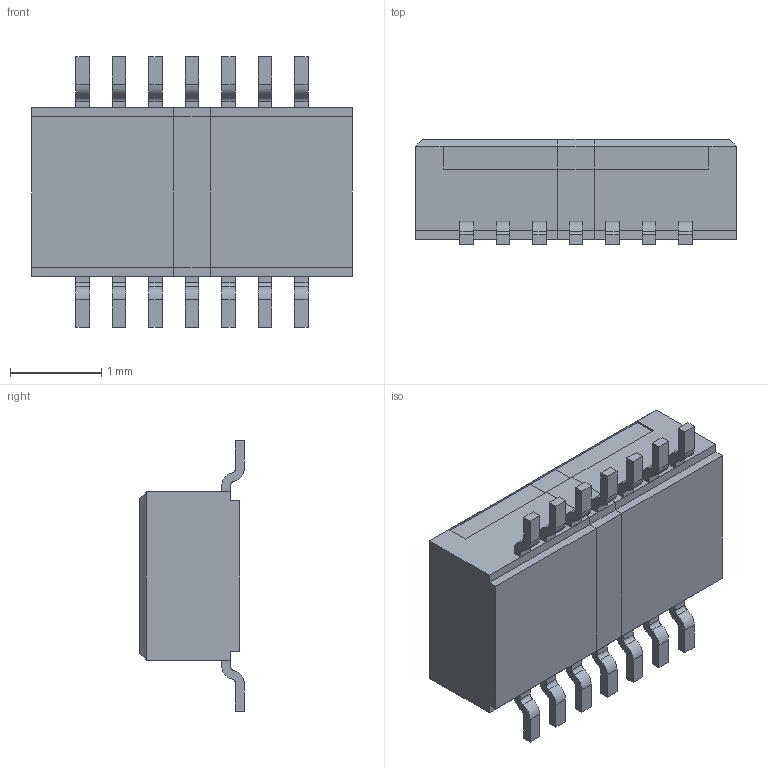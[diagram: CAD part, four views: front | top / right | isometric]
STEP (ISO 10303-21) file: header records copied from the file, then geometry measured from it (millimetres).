
FILE_DESCRIPTION (( 'STEP AP214' ), '1' );
FILE_NAME ('10164228-0101A1RLF.STEP', '2023-12-05T18:07:02', ( '' ), ( '' ), 'SwSTEP 2.0', 'SolidWorks 2021', '' );
FILE_SCHEMA (( 'AUTOMOTIVE_DESIGN' ));
Length unit declared in the file: millimetre
Products named in the file (1): 10164228-0101A1RLF
Bounding box: 3.52 x 1.15 x 2.97 mm (x, y, z)
Volume: 4.7 mm3; surface area: 39.3 mm2
Topology: 17 solids, 17 shells, 284 faces, 732 edges, 484 vertices
Faces by surface type: plane 212, cylinder 72
Entity records: 8782 total; most frequent: CARTESIAN_POINT 1537, ORIENTED_EDGE 1464, DIRECTION 1434, EDGE_CURVE 732, LINE 592, VECTOR 592, VERTEX_POINT 484, AXIS2_PLACEMENT_3D 421
